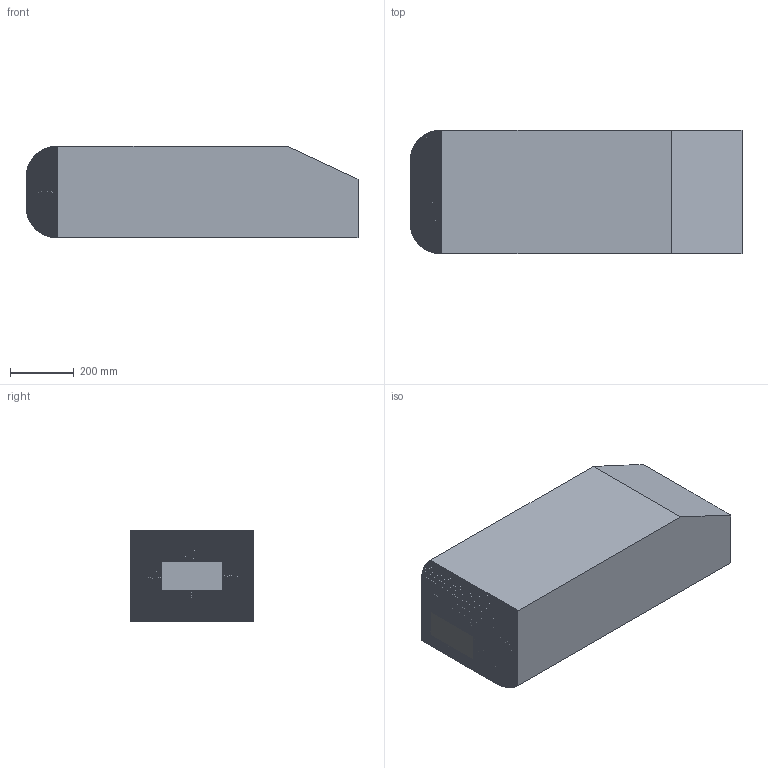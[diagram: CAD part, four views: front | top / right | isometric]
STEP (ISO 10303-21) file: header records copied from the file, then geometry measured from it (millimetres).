
FILE_DESCRIPTION(('STEP AP203'),'1');
FILE_NAME('AhmedBody-2.stp','2015-03-03T09:02:17',(' '),(' '),'Spatial InterOp 3D',' ',' ');
FILE_SCHEMA(('CONFIG_CONTROL_DESIGN'));
Length unit declared in the file: metre
Products named in the file (1): 1
Bounding box: 1044 x 389 x 288 mm (x, y, z)
Volume: 109957667.9 mm3; surface area: 1519529.4 mm2
Topology: 1 solids, 1 shells, 285 faces, 1120 edges, 837 vertices
Faces by surface type: plane 285
Entity records: 11846 total; most frequent: CARTESIAN_POINT 2243, ORIENTED_EDGE 2240, DIRECTION 1692, EDGE_CURVE 1120, LINE 1120, VECTOR 1120, VERTEX_POINT 837, AXIS2_PLACEMENT_3D 286
